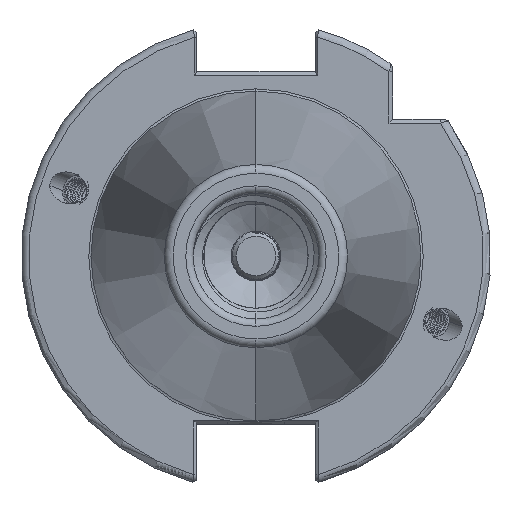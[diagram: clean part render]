
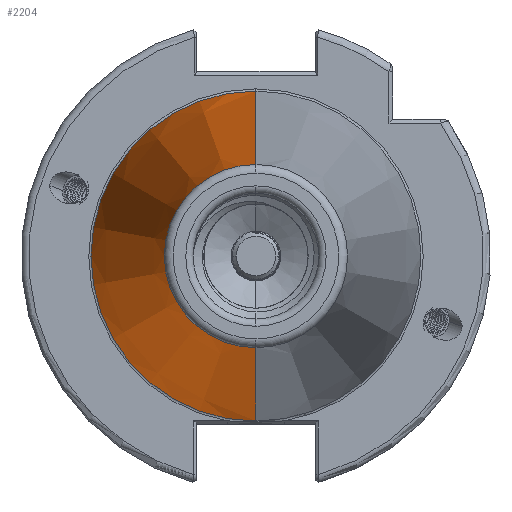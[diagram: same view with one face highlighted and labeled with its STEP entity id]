
A CAD part, left-side view. The second image highlights one B-rep face of the part: STEP entity #2204.
In plain terms, the highlighted conical face has half-angle 8.297 degrees and reference radius 22.692 mm.
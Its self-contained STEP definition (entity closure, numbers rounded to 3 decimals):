
#1198 = EDGE_CURVE ( 'NONE', #15191, #21476, #11181, .T. ) ;
#1233 = EDGE_CURVE ( 'NONE', #15191, #21446, #11250, .T. ) ;
#1238 = EDGE_CURVE ( 'NONE', #21476, #15207, #11209, .T. ) ;
#1261 = EDGE_CURVE ( 'NONE', #21446, #15207, #11283, .T. ) ;
#1819 = AXIS2_PLACEMENT_3D ( 'NONE', #24697, #24680, #24695 ) ;
#1837 = AXIS2_PLACEMENT_3D ( 'NONE', #24982, #25009, #24986 ) ;
#2204 = ADVANCED_FACE ( 'NONE', ( #14000 ), #14073, .T. ) ;
#5481 = CARTESIAN_POINT ( 'NONE',  ( -2.5, 0., -22.327 ) ) ;
#5518 = CARTESIAN_POINT ( 'NONE',  ( -70.573, 0., 12.4 ) ) ;
#8679 = CARTESIAN_POINT ( 'NONE',  ( -70.573, 0., -12.4 ) ) ;
#8688 = CARTESIAN_POINT ( 'NONE',  ( -2.5, 0., 22.327 ) ) ;
#11181 = CIRCLE ( 'NONE', #1819, 12.4 ) ;
#11201 = VECTOR ( 'NONE', #24857, 1000. ) ;
#11209 = LINE ( 'NONE', #24856, #11201 ) ;
#11221 = VECTOR ( 'NONE', #24870, 1000. ) ;
#11250 = LINE ( 'NONE', #24865, #11221 ) ;
#11283 = CIRCLE ( 'NONE', #1837, 22.327 ) ;
#13073 = EDGE_LOOP ( 'NONE', ( #21597, #21614, #21636, #21638 ) ) ;
#13206 = AXIS2_PLACEMENT_3D ( 'NONE', #20101, #20124, #20119 ) ;
#14000 = FACE_OUTER_BOUND ( 'NONE', #13073, .T. ) ;
#14073 = CONICAL_SURFACE ( 'NONE', #13206, 22.692, 0.145 ) ;
#15191 = VERTEX_POINT ( 'NONE', #8679 ) ;
#15207 = VERTEX_POINT ( 'NONE', #8688 ) ;
#20101 = CARTESIAN_POINT ( 'NONE',  ( 0., 0., 0. ) ) ;
#20119 = DIRECTION ( 'NONE',  ( 0., 0., -1. ) ) ;
#20124 = DIRECTION ( 'NONE',  ( 1., 0., 0. ) ) ;
#21446 = VERTEX_POINT ( 'NONE', #5481 ) ;
#21476 = VERTEX_POINT ( 'NONE', #5518 ) ;
#21597 = ORIENTED_EDGE ( 'NONE', *, *, #1198, .T. ) ;
#21614 = ORIENTED_EDGE ( 'NONE', *, *, #1238, .T. ) ;
#21636 = ORIENTED_EDGE ( 'NONE', *, *, #1261, .F. ) ;
#21638 = ORIENTED_EDGE ( 'NONE', *, *, #1233, .F. ) ;
#24680 = DIRECTION ( 'NONE',  ( 1., 0., 0. ) ) ;
#24695 = DIRECTION ( 'NONE',  ( 0., 0., 1. ) ) ;
#24697 = CARTESIAN_POINT ( 'NONE',  ( -70.573, 0., 0. ) ) ;
#24856 = CARTESIAN_POINT ( 'NONE',  ( 0., 0., 22.692 ) ) ;
#24857 = DIRECTION ( 'NONE',  ( 0.99, 0., 0.144 ) ) ;
#24865 = CARTESIAN_POINT ( 'NONE',  ( 0., 0., -22.692 ) ) ;
#24870 = DIRECTION ( 'NONE',  ( 0.99, 0., -0.144 ) ) ;
#24982 = CARTESIAN_POINT ( 'NONE',  ( -2.5, 0., 0. ) ) ;
#24986 = DIRECTION ( 'NONE',  ( 0., 0., -1. ) ) ;
#25009 = DIRECTION ( 'NONE',  ( 1., 0., 0. ) ) ;
